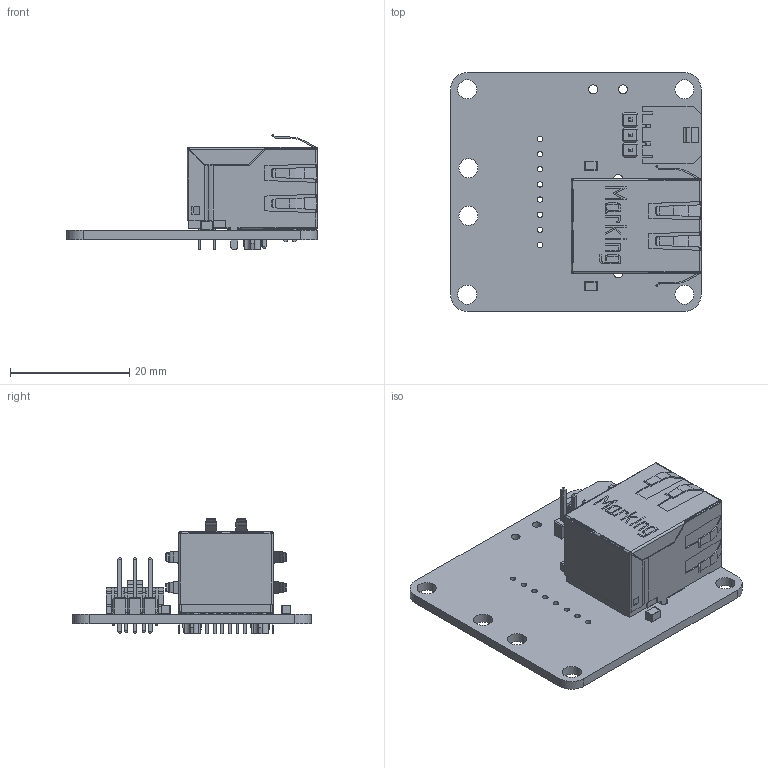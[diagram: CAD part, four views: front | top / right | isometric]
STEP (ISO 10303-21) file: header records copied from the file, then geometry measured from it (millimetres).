
FILE_DESCRIPTION(/* description */ (''),/* implementation_level */ '2;1');
FILE_NAME(/* name */ 'WL-31014-3_io_interface_pcb.step',/* time_stamp */ '2021-10-20T10:39:06+02:00',/* author */ (''),/* organization */ (''),/* preprocessor_version */ 'ST-DEVELOPER v18.1',/* originating_system */ 'Autodesk Translation Framework v10.10.0.1391',/* authorisation */ '');
FILE_SCHEMA (('AUTOMOTIVE_DESIGN { 1 0 10303 214 3 1 1 }'));
Length unit declared in the file: millimetre
Products named in the file (24): (Unsaved); Board; Open CASCADE STEP translator 6.8 1.1.1; U1; 7499011002A_(rev1); insulator; shielding; J5; 436500204; Open CASCADE STEP translator 6.8 1.3.1.1; Open CASCADE STEP translator 6.8 1.3.1.2; J1; Pin_Header_1x3_TH_Pitch_2.54mm; Open CASCADE STEP translator 6.8 1.5.1.1; Open CASCADE STEP translator 6.8 1.5.1.2; Open CASCADE STEP translator 6.8 1.5.1.3; C2; C1; 6544455296; Terminal; Open_CASCADE_STEP_translator_6.8_7.1.1; Open_CASCADE_STEP_translator_6.8_7.1.2; Mid_Body; Open_CASCADE_STEP_translator_6.8_7.2.1
Assembly tree (24 placements, depth 5):
  (Unsaved)
    Board
      Open CASCADE STEP translator 6.8 1.1.1
    U1
      7499011002A_(rev1)
        insulator
        shielding
    J5
      436500204
        Open CASCADE STEP translator 6.8 1.3.1.1
        Open CASCADE STEP translator 6.8 1.3.1.2
    J1
      Pin_Header_1x3_TH_Pitch_2.54mm
        Open CASCADE STEP translator 6.8 1.5.1.1
        Open CASCADE STEP translator 6.8 1.5.1.2
        Open CASCADE STEP translator 6.8 1.5.1.3
    C2
      6544455296
        Terminal
          Open_CASCADE_STEP_translator_6.8_7.1.1
          Open_CASCADE_STEP_translator_6.8_7.1.2
        Mid_Body
          Open_CASCADE_STEP_translator_6.8_7.2.1
    C1
      6544455296
        Terminal
          Open_CASCADE_STEP_translator_6.8_7.1.1
          Open_CASCADE_STEP_translator_6.8_7.1.2
        Mid_Body
          Open_CASCADE_STEP_translator_6.8_7.2.1
Bounding box: 42.05 x 40 x 19.37 mm (x, y, z)
Volume: 6290.4 mm3; surface area: 9524.3 mm2
Topology: 14 solids, 17 shells, 1200 faces, 3108 edges, 1928 vertices
Faces by surface type: plane 825, cylinder 285, bspline 62, sphere 20, cone 8
Full cylindrical faces by diameter (mm): 0.889 x8, 0.9 x11, 1.02 x2, 1.5 x2, 1.575 x2, 2.41 x2, 3.2 x6, 3.251 x2
Entity records: 38007 total; most frequent: CARTESIAN_POINT 8501, ORIENTED_EDGE 5968, DIRECTION 5566, EDGE_CURVE 2992, LINE 2362, VECTOR 2362, VERTEX_POINT 1872, AXIS2_PLACEMENT_3D 1602
